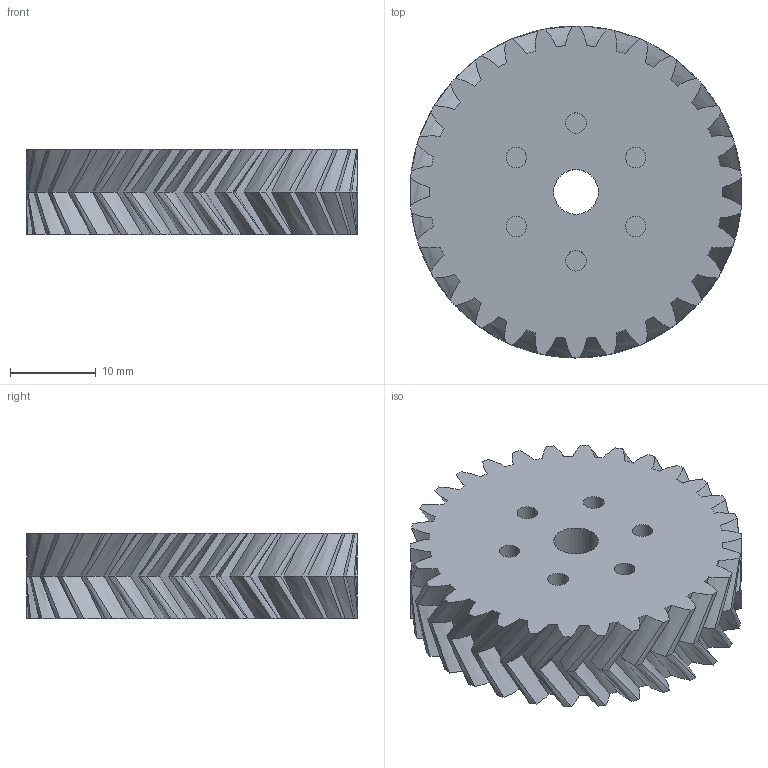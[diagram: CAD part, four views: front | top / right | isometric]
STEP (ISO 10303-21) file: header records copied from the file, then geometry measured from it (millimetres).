
FILE_DESCRIPTION(/* description */ (''),/* implementation_level */ '2;1');
FILE_NAME(/* name */ 'Dr. Chen''s Project/URSA/Parametric Pump/Step Files/Healical Gear (30L@35.00).step',/* time_stamp */ '2020-07-16T15:12:03-08:00',/* author */ (''),/* organization */ (''),/* preprocessor_version */ 'ST-DEVELOPER v18.1',/* originating_system */ 'Autodesk Translation Framework v9.3.0.1241',/* authorisation */ '');
FILE_SCHEMA (('AUTOMOTIVE_DESIGN { 1 0 10303 214 3 1 1 }'));
Length unit declared in the file: millimetre
Products named in the file (1): Healical Gear (30L@35.00)
Bounding box: 38.61 x 38.62 x 10 mm (x, y, z)
Volume: 10009.7 mm3; surface area: 4808.7 mm2
Topology: 1 solids, 1 shells, 225 faces, 591 edges, 374 vertices
Faces by surface type: bspline 180, cylinder 37, plane 8
Full cylindrical faces by diameter (mm): 2.388 x6, 5.2 x1
Entity records: 20233 total; most frequent: CARTESIAN_POINT 16191, ORIENTED_EDGE 1182, EDGE_CURVE 591, DIRECTION 427, VERTEX_POINT 374, EDGE_LOOP 233, FACE_OUTER_BOUND 225, ADVANCED_FACE 225
